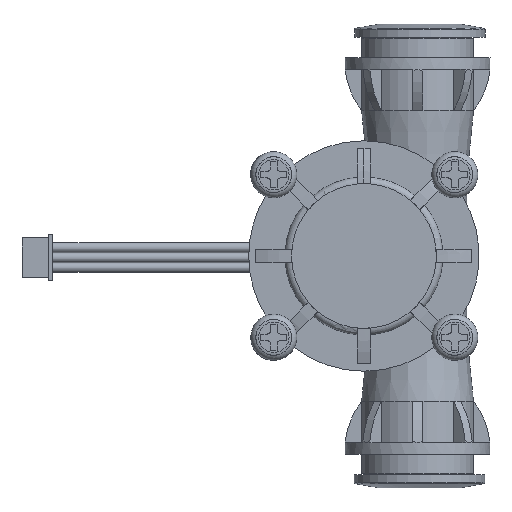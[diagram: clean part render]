
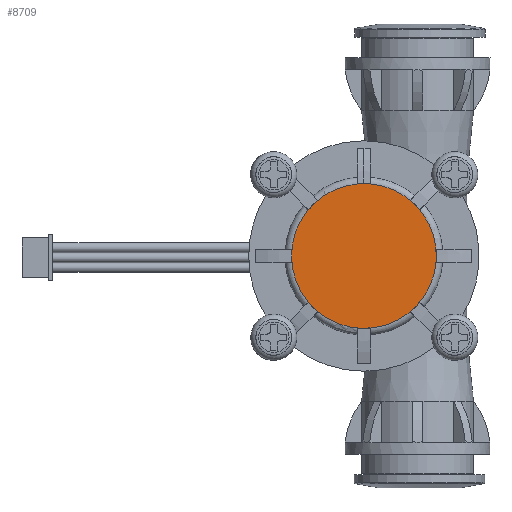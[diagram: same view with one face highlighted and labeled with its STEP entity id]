
A CAD part, front view. The second image highlights one B-rep face of the part: STEP entity #8709.
In plain terms, the highlighted planar face has unit normal (0, -1, 0).
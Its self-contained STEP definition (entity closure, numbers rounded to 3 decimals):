
#437=PLANE('',#9406);
#784=FACE_OUTER_BOUND('',#1310,.T.);
#1310=EDGE_LOOP('',(#6691,#6692));
#3197=CIRCLE('',#9397,11.);
#3199=CIRCLE('',#9399,11.);
#3824=VERTEX_POINT('',#14607);
#3825=VERTEX_POINT('',#14608);
#4861=EDGE_CURVE('',#3824,#3825,#3197,.T.);
#4876=EDGE_CURVE('',#3825,#3824,#3199,.T.);
#6691=ORIENTED_EDGE('',*,*,#4861,.F.);
#6692=ORIENTED_EDGE('',*,*,#4876,.F.);
#8709=ADVANCED_FACE('',(#784),#437,.T.);
#9397=AXIS2_PLACEMENT_3D('',#14609,#10908,#10909);
#9399=AXIS2_PLACEMENT_3D('',#14783,#10912,#10913);
#9406=AXIS2_PLACEMENT_3D('',#14933,#10926,#10927);
#10908=DIRECTION('center_axis',(0.,1.,0.));
#10909=DIRECTION('ref_axis',(1.,0.,0.));
#10912=DIRECTION('center_axis',(0.,1.,0.));
#10913=DIRECTION('ref_axis',(1.,0.,0.));
#10926=DIRECTION('center_axis',(0.,-1.,0.));
#10927=DIRECTION('ref_axis',(1.,0.,0.));
#14607=CARTESIAN_POINT('',(-71.5,-59.391,-1.546));
#14608=CARTESIAN_POINT('',(-83.5,-59.391,-12.5));
#14609=CARTESIAN_POINT('Origin',(-72.5,-59.391,-12.5));
#14783=CARTESIAN_POINT('Origin',(-72.5,-59.391,-12.5));
#14933=CARTESIAN_POINT('Origin',(-72.5,-59.391,-12.5));
